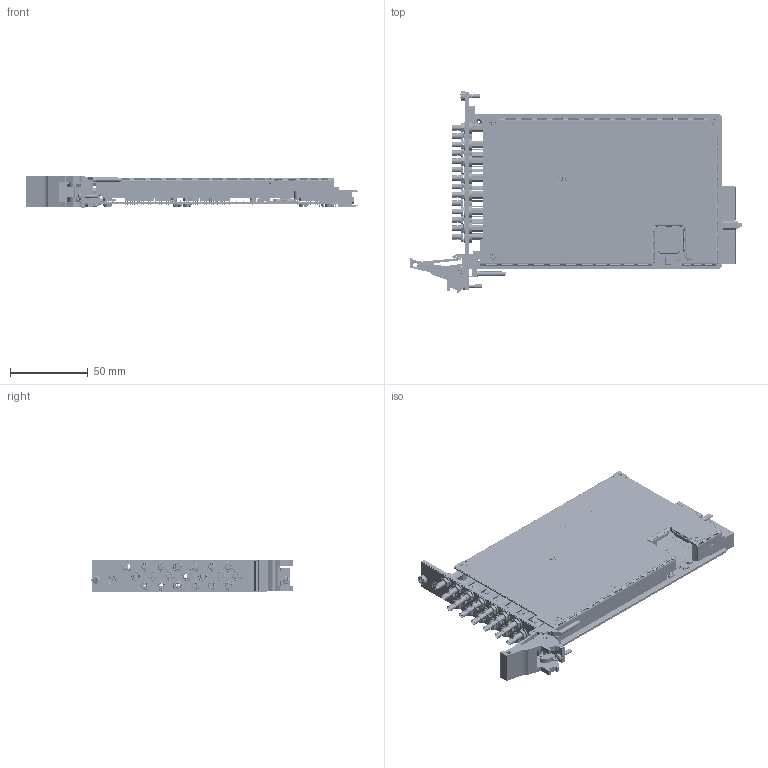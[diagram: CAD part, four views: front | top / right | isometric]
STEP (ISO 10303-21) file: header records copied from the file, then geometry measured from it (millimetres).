
FILE_DESCRIPTION (( 'STEP AP214' ), '1' );
FILE_NAME ('40-727-751 PXI 16x4 RF Matrix 75 Ohm SMB.STEP', '2013-09-05T09:19:42', ( 'admin' ), ( '' ), 'SwSTEP 2.0', 'SolidWorks 2012', '' );
FILE_SCHEMA (( 'AUTOMOTIVE_DESIGN' ));
Length unit declared in the file: millimetre
Products named in the file (1): 40-727-751 PXI 16x4 RF Matrix 75 Ohm SMB
Bounding box: 214.01 x 129.67 x 20 mm (x, y, z)
Surface area: 117470.1 mm2 (no closed solid volume)
Topology: 0 solids, 1184 shells, 5444 faces, 18161 edges, 13381 vertices
Faces by surface type: plane 2910, cylinder 2162, cone 151, bspline 102, torus 81, sphere 38
Full cylindrical faces by diameter (mm): 0.299 x20, 0.5 x629, 0.6 x110, 0.8 x6, 0.899 x81, 0.902 x1, 0.903 x12, 0.905 x13, 0.937 x22, 0.948 x69, 0.984 x17, 0.996 x4, 1.016 x152, 1.04 x2, 1.047 x176, 1.3 x20, 1.496 x2, 1.524 x6, 1.8 x10, 2 x5, 2.05 x1, 2.4 x7, 2.5 x3, 2.7 x1, 2.8 x1, 3 x23, 3.25 x20, 3.65 x40, 3.8 x4, 4.7 x1
Entity records: 255432 total; most frequent: CARTESIAN_POINT 47746, DIRECTION 30984, ORIENTED_EDGE 22692, EDGE_CURVE 15656, VERTEX_POINT 12581, AXIS2_PLACEMENT_3D 10912, LINE 9160, VECTOR 9160
